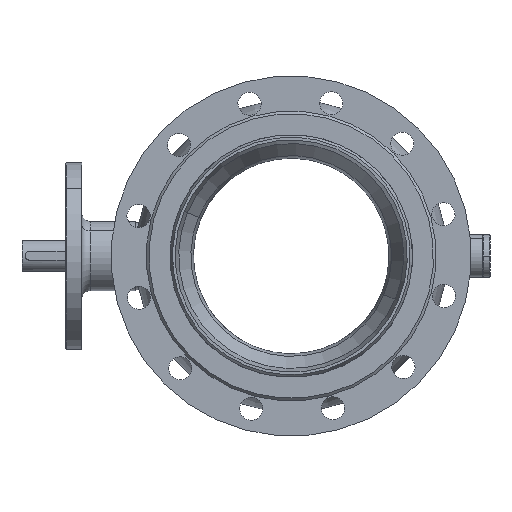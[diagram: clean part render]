
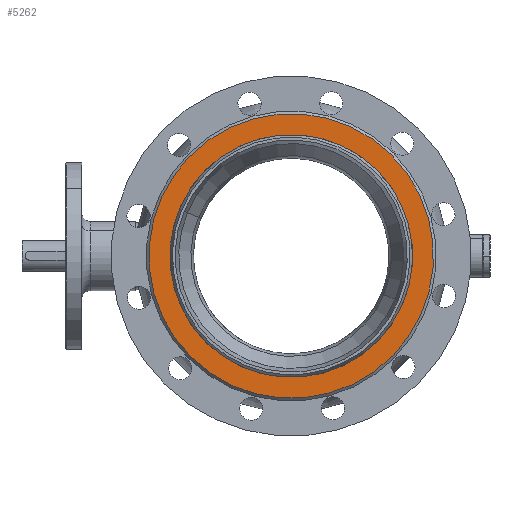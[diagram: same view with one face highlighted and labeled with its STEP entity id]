
A CAD part, left-side view. The second image highlights one B-rep face of the part: STEP entity #5262.
In plain terms, the highlighted face is planar.
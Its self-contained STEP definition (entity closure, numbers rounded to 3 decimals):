
#143 = CARTESIAN_POINT ( 'NONE',  ( 0., 0., 31. ) ) ;
#244 = DIRECTION ( 'NONE',  ( 1., 0., 0. ) ) ;
#540 = ORIENTED_EDGE ( 'NONE', *, *, #2806, .F. ) ;
#957 = FACE_OUTER_BOUND ( 'NONE', #2849, .T. ) ;
#1009 = AXIS2_PLACEMENT_3D ( 'NONE', #2666, #2098, #244 ) ;
#1098 = PLANE ( 'NONE',  #1162 ) ;
#1162 = AXIS2_PLACEMENT_3D ( 'NONE', #2365, #6049, #2942 ) ;
#1226 = CIRCLE ( 'NONE', #6975, 136.5 ) ;
#1298 = DIRECTION ( 'NONE',  ( 0., 0., 1. ) ) ;
#1348 = DIRECTION ( 'NONE',  ( 0., 0., 1. ) ) ;
#1813 = EDGE_CURVE ( 'NONE', #7447, #3293, #4533, .T. ) ;
#1884 = CARTESIAN_POINT ( 'NONE',  ( 0., 0., 31. ) ) ;
#2098 = DIRECTION ( 'NONE',  ( 0., 0., 1. ) ) ;
#2165 = AXIS2_PLACEMENT_3D ( 'NONE', #3427, #6359, #2761 ) ;
#2358 = EDGE_CURVE ( 'NONE', #3293, #7447, #3478, .T. ) ;
#2365 = CARTESIAN_POINT ( 'NONE',  ( 0., 0., 31. ) ) ;
#2563 = DIRECTION ( 'NONE',  ( 1., 0., 0. ) ) ;
#2611 = CARTESIAN_POINT ( 'NONE',  ( 160., 0., 31. ) ) ;
#2666 = CARTESIAN_POINT ( 'NONE',  ( 0., 0., 31. ) ) ;
#2761 = DIRECTION ( 'NONE',  ( 1., 0., 0. ) ) ;
#2806 = EDGE_CURVE ( 'NONE', #7473, #7234, #4517, .T. ) ;
#2849 = EDGE_LOOP ( 'NONE', ( #4733, #7958 ) ) ;
#2942 = DIRECTION ( 'NONE',  ( 1., 0., 0. ) ) ;
#3293 = VERTEX_POINT ( 'NONE', #3909 ) ;
#3427 = CARTESIAN_POINT ( 'NONE',  ( 0., 0., 31. ) ) ;
#3478 = CIRCLE ( 'NONE', #7123, 160. ) ;
#3867 = EDGE_CURVE ( 'NONE', #7234, #7473, #1226, .T. ) ;
#3909 = CARTESIAN_POINT ( 'NONE',  ( -160., 0., 31. ) ) ;
#4517 = CIRCLE ( 'NONE', #2165, 136.5 ) ;
#4533 = CIRCLE ( 'NONE', #1009, 160. ) ;
#4733 = ORIENTED_EDGE ( 'NONE', *, *, #2358, .T. ) ;
#5262 = ADVANCED_FACE ( 'NONE', ( #957, #5336 ), #1098, .T. ) ;
#5280 = CARTESIAN_POINT ( 'NONE',  ( -136.5, 0., 31. ) ) ;
#5336 = FACE_BOUND ( 'NONE', #6959, .T. ) ;
#5515 = ORIENTED_EDGE ( 'NONE', *, *, #3867, .F. ) ;
#6049 = DIRECTION ( 'NONE',  ( 0., 0., 1. ) ) ;
#6256 = DIRECTION ( 'NONE',  ( 1., 0., 0. ) ) ;
#6359 = DIRECTION ( 'NONE',  ( 0., 0., 1. ) ) ;
#6959 = EDGE_LOOP ( 'NONE', ( #540, #5515 ) ) ;
#6975 = AXIS2_PLACEMENT_3D ( 'NONE', #1884, #1348, #6256 ) ;
#7123 = AXIS2_PLACEMENT_3D ( 'NONE', #143, #1298, #2563 ) ;
#7234 = VERTEX_POINT ( 'NONE', #7889 ) ;
#7447 = VERTEX_POINT ( 'NONE', #2611 ) ;
#7473 = VERTEX_POINT ( 'NONE', #5280 ) ;
#7889 = CARTESIAN_POINT ( 'NONE',  ( 136.5, 0., 31. ) ) ;
#7958 = ORIENTED_EDGE ( 'NONE', *, *, #1813, .T. ) ;
